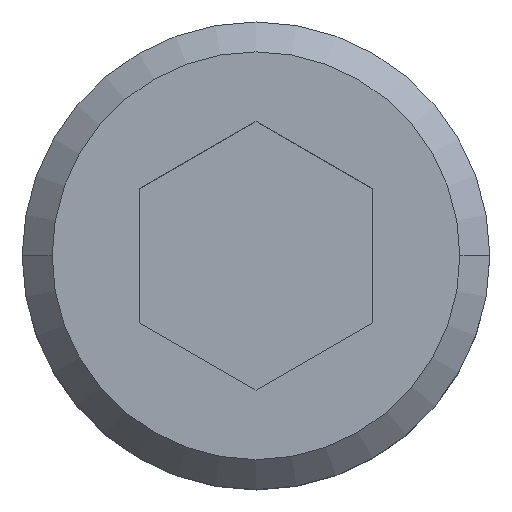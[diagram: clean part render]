
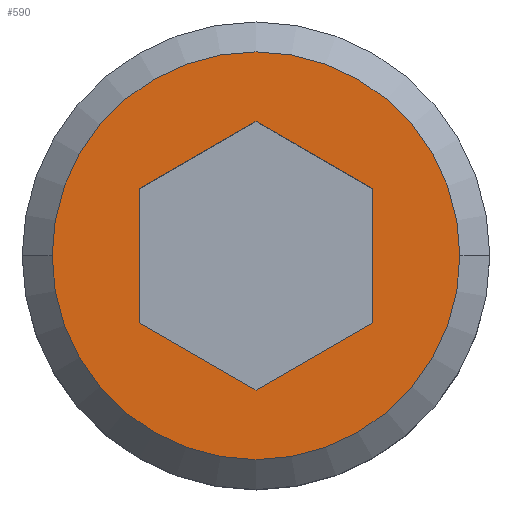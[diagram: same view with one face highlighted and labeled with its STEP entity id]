
A CAD part, top view. The second image highlights one B-rep face of the part: STEP entity #590.
In plain terms, the highlighted planar face has unit normal (0, 0, 1).
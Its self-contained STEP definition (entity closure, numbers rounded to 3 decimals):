
#590=ADVANCED_FACE('',(#1097,#1098),#1099,.T.);
#1097=FACE_BOUND('',#1751,.T.);
#1098=FACE_OUTER_BOUND('',#1752,.T.);
#1099=PLANE('',#1753);
#1751=EDGE_LOOP('',(#2394,#2395,#2396,#2397,#2398,#2399));
#1752=EDGE_LOOP('',(#2400,#2401));
#1753=AXIS2_PLACEMENT_3D('',#2402,#2403,#2404);
#2394=ORIENTED_EDGE('',*,*,#3298,.T.);
#2395=ORIENTED_EDGE('',*,*,#3299,.T.);
#2396=ORIENTED_EDGE('',*,*,#3300,.T.);
#2397=ORIENTED_EDGE('',*,*,#3301,.T.);
#2398=ORIENTED_EDGE('',*,*,#3260,.T.);
#2399=ORIENTED_EDGE('',*,*,#3302,.T.);
#2400=ORIENTED_EDGE('',*,*,#3303,.F.);
#2401=ORIENTED_EDGE('',*,*,#3304,.F.);
#2402=CARTESIAN_POINT('',(0.375,0.0,0.344));
#2403=DIRECTION('',(0.0,0.0,1.0));
#2404=DIRECTION('',(1.0,0.0,0.0));
#3260=EDGE_CURVE('',#3744,#3745,#3746,.T.);
#3298=EDGE_CURVE('',#3800,#3801,#3802,.T.);
#3299=EDGE_CURVE('',#3801,#3803,#3804,.T.);
#3300=EDGE_CURVE('',#3803,#3805,#3806,.T.);
#3301=EDGE_CURVE('',#3805,#3744,#3807,.T.);
#3302=EDGE_CURVE('',#3745,#3800,#3808,.T.);
#3303=EDGE_CURVE('',#3809,#3810,#3811,.T.);
#3304=EDGE_CURVE('',#3810,#3809,#3812,.T.);
#3744=VERTEX_POINT('',#4328);
#3745=VERTEX_POINT('',#4329);
#3746=LINE('',#4330,#4331);
#3800=VERTEX_POINT('',#4393);
#3801=VERTEX_POINT('',#4394);
#3802=LINE('',#4395,#4396);
#3803=VERTEX_POINT('',#4397);
#3804=LINE('',#4398,#4399);
#3805=VERTEX_POINT('',#4400);
#3806=LINE('',#4401,#4402);
#3807=LINE('',#4403,#4404);
#3808=LINE('',#4405,#4406);
#3809=VERTEX_POINT('',#4407);
#3810=VERTEX_POINT('',#4408);
#3811=CIRCLE('',#4409,0.136);
#3812=CIRCLE('',#4410,0.136);
#4328=CARTESIAN_POINT('',(0.297,-0.045,0.344));
#4329=CARTESIAN_POINT('',(0.297,0.045,0.344));
#4330=CARTESIAN_POINT('',(0.297,-0.022,0.344));
#4331=VECTOR('',#4912,1.0);
#4393=CARTESIAN_POINT('',(0.375,0.09,0.344));
#4394=CARTESIAN_POINT('',(0.453,0.045,0.344));
#4395=CARTESIAN_POINT('',(0.394,0.079,0.344));
#4396=VECTOR('',#4972,1.0);
#4397=CARTESIAN_POINT('',(0.453,-0.045,0.344));
#4398=CARTESIAN_POINT('',(0.453,0.022,0.344));
#4399=VECTOR('',#4973,1.0);
#4400=CARTESIAN_POINT('',(0.375,-0.09,0.344));
#4401=CARTESIAN_POINT('',(0.433,-0.056,0.344));
#4402=VECTOR('',#4974,1.0);
#4403=CARTESIAN_POINT('',(0.356,-0.079,0.344));
#4404=VECTOR('',#4975,1.0);
#4405=CARTESIAN_POINT('',(0.317,0.056,0.344));
#4406=VECTOR('',#4976,1.0);
#4407=CARTESIAN_POINT('',(0.511,0.,0.344));
#4408=CARTESIAN_POINT('',(0.239,0.,0.344));
#4409=AXIS2_PLACEMENT_3D('',#4977,#4978,#4979);
#4410=AXIS2_PLACEMENT_3D('',#4980,#4981,#4982);
#4912=DIRECTION('',(0.,1.0,0.0));
#4972=DIRECTION('',(0.866,-0.5,0.0));
#4973=DIRECTION('',(0.,-1.0,0.0));
#4974=DIRECTION('',(-0.866,-0.5,0.0));
#4975=DIRECTION('',(-0.866,0.5,0.0));
#4976=DIRECTION('',(0.866,0.5,0.0));
#4977=CARTESIAN_POINT('',(0.375,0.0,0.344));
#4978=DIRECTION('',(-0.0,0.0,-1.0));
#4979=DIRECTION('',(-1.0,0.0,0.0));
#4980=CARTESIAN_POINT('',(0.375,0.0,0.344));
#4981=DIRECTION('',(-0.0,0.0,-1.0));
#4982=DIRECTION('',(-1.0,0.0,0.0));
